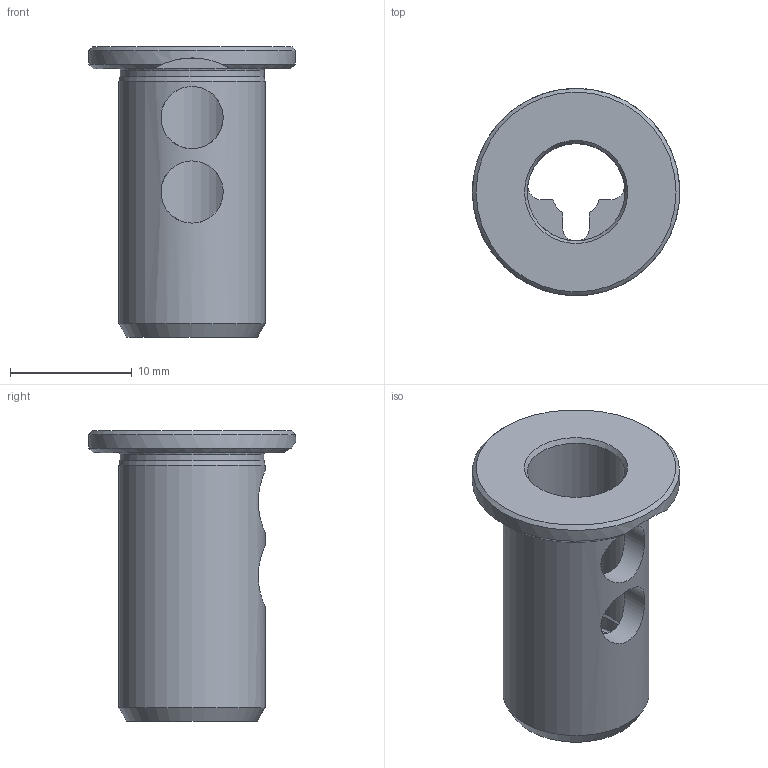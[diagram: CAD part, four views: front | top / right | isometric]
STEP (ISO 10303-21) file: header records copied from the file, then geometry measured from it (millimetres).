
FILE_DESCRIPTION (( 'STEP AP203' ), '1' );
FILE_NAME ('UMHB-RBD1208.step', '2023-12-07T08:25:55', ( '' ), ( '' ), 'SwSTEP 2.0', 'SolidWorks 2022', '' );
FILE_SCHEMA (( 'CONFIG_CONTROL_DESIGN' ));
Length unit declared in the file: millimetre
Products named in the file (1): UMHB-RBD1208
Bounding box: 16.99 x 17 x 23.8 mm (x, y, z)
Volume: 1549.9 mm3; surface area: 1865.3 mm2
Topology: 1 solids, 1 shells, 39 faces, 99 edges, 65 vertices
Faces by surface type: cylinder 16, plane 12, cone 8, bspline 3
Full cylindrical faces by diameter (mm): 5.1 x2, 8 x1, 8.8 x1, 9.2 x1, 11.8 x1, 12 x1, 17 x1
Entity records: 1595 total; most frequent: CARTESIAN_POINT 703, DIRECTION 172, ORIENTED_EDGE 140, AXIS2_PLACEMENT_3D 74, EDGE_CURVE 70, EDGE_LOOP 66, VERTEX_POINT 54, FACE_OUTER_BOUND 50
